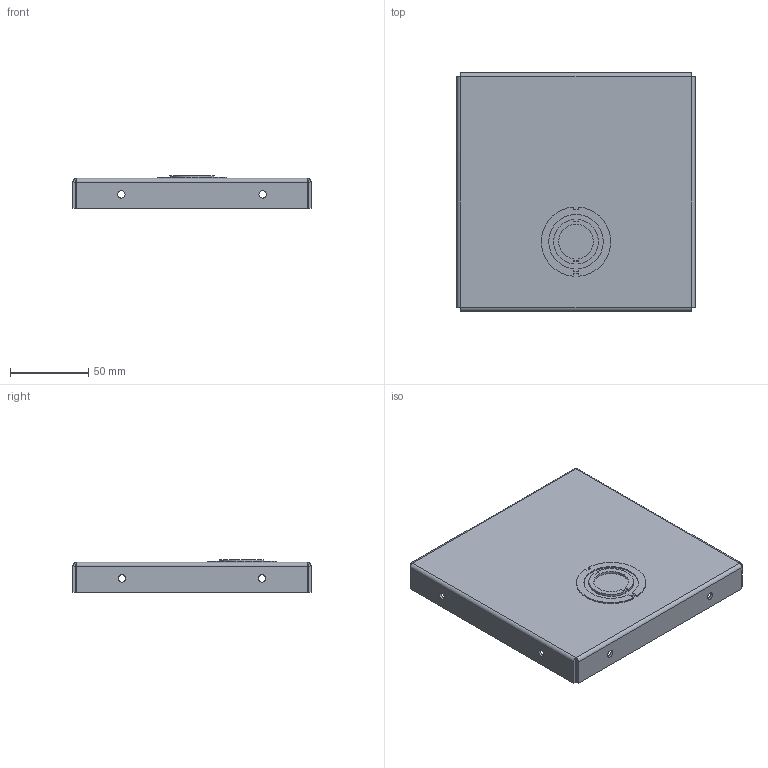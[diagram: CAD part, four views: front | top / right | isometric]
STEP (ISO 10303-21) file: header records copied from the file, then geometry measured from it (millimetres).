
FILE_DESCRIPTION(/* description */ ('END CAP WIREWAY FITTING, CS, 6X6'),/* implementation_level */ '2;1');
FILE_NAME(/* name */ 'E0606.stp',/* time_stamp */ '2017-06-13T15:42:08-05:00',/* author */ ('wford'),/* organization */ (''),/* preprocessor_version */ 'ST-DEVELOPER v16.1',/* originating_system */ 'Autodesk Inventor 2016',/* authorisation */ '');
FILE_SCHEMA (('AUTOMOTIVE_DESIGN { 1 0 10303 214 3 1 1 }'));
Length unit declared in the file: inch
Products named in the file (1): E-endcap
Bounding box: 152.4 x 152.4 x 20.62 mm (x, y, z)
Volume: 51611.3 mm3; surface area: 68722 mm2
Topology: 2 solids, 4 shells, 102 faces, 232 edges, 140 vertices
Faces by surface type: plane 66, cylinder 28, bspline 8
Full cylindrical faces by diameter (mm): 4.762 x8
Entity records: 3015 total; most frequent: CARTESIAN_POINT 715, ORIENTED_EDGE 472, DIRECTION 435, EDGE_CURVE 224, LINE 171, VECTOR 171, VERTEX_POINT 140, EDGE_LOOP 134
